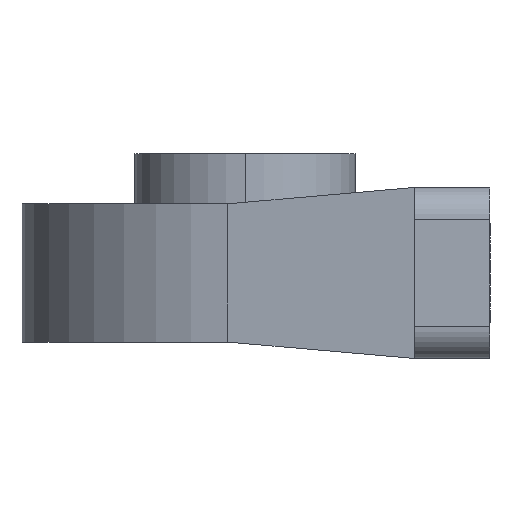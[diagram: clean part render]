
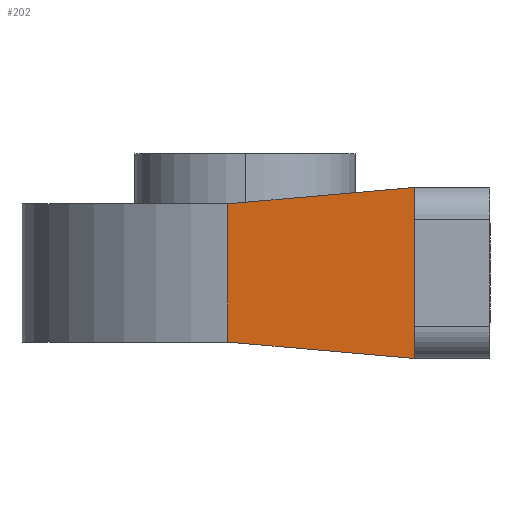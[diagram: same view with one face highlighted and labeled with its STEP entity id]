
A CAD part, left-side view. The second image highlights one B-rep face of the part: STEP entity #202.
In plain terms, the highlighted planar face has unit normal (-0.997, 0.078, 0).
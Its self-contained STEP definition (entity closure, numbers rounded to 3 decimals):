
#10 = ORIENTED_EDGE ( 'NONE', *, *, #792, .T. ) ;
#90 = DIRECTION ( 'NONE',  ( 0., 0., -1. ) ) ;
#169 = CARTESIAN_POINT ( 'NONE',  ( -20.686, 24.374, 6.425 ) ) ;
#202 = ADVANCED_FACE ( 'NONE', ( #1320 ), #1475, .F. ) ;
#269 = LINE ( 'NONE', #1599, #1772 ) ;
#281 = CARTESIAN_POINT ( 'NONE',  ( -20.686, 24.374, -6.425 ) ) ;
#401 = EDGE_LOOP ( 'NONE', ( #1274, #1518, #1619, #10 ) ) ;
#563 = EDGE_CURVE ( 'NONE', #1602, #1118, #1827, .T. ) ;
#567 = DIRECTION ( 'NONE',  ( -0.078, -0.993, -0.087 ) ) ;
#678 = CARTESIAN_POINT ( 'NONE',  ( -22.05, 7., 7.95 ) ) ;
#714 = VECTOR ( 'NONE', #777, 1000. ) ;
#777 = DIRECTION ( 'NONE',  ( 0.078, 0.993, -0.087 ) ) ;
#792 = EDGE_CURVE ( 'NONE', #1150, #1882, #269, .T. ) ;
#858 = DIRECTION ( 'NONE',  ( 0., 0., -1. ) ) ;
#923 = CARTESIAN_POINT ( 'NONE',  ( -22.05, 7., 7.95 ) ) ;
#928 = VECTOR ( 'NONE', #858, 1000. ) ;
#989 = LINE ( 'NONE', #678, #928 ) ;
#1114 = CARTESIAN_POINT ( 'NONE',  ( -20.686, 24.374, 7.95 ) ) ;
#1118 = VERTEX_POINT ( 'NONE', #169 ) ;
#1150 = VERTEX_POINT ( 'NONE', #281 ) ;
#1205 = VECTOR ( 'NONE', #90, 1000. ) ;
#1216 = CARTESIAN_POINT ( 'NONE',  ( -22.05, 7., 7.95 ) ) ;
#1274 = ORIENTED_EDGE ( 'NONE', *, *, #1359, .F. ) ;
#1320 = FACE_OUTER_BOUND ( 'NONE', #401, .T. ) ;
#1359 = EDGE_CURVE ( 'NONE', #1602, #1882, #989, .T. ) ;
#1475 = PLANE ( 'NONE',  #1905 ) ;
#1518 = ORIENTED_EDGE ( 'NONE', *, *, #563, .T. ) ;
#1599 = CARTESIAN_POINT ( 'NONE',  ( -21.942, 8.377, -7.829 ) ) ;
#1602 = VERTEX_POINT ( 'NONE', #1695 ) ;
#1619 = ORIENTED_EDGE ( 'NONE', *, *, #1795, .T. ) ;
#1695 = CARTESIAN_POINT ( 'NONE',  ( -22.05, 7., 7.95 ) ) ;
#1772 = VECTOR ( 'NONE', #567, 1000. ) ;
#1778 = CARTESIAN_POINT ( 'NONE',  ( -22.05, 7., -7.95 ) ) ;
#1790 = DIRECTION ( 'NONE',  ( 0.997, -0.078, 0. ) ) ;
#1795 = EDGE_CURVE ( 'NONE', #1118, #1150, #1878, .T. ) ;
#1812 = DIRECTION ( 'NONE',  ( 0.078, 0.997, 0. ) ) ;
#1827 = LINE ( 'NONE', #923, #714 ) ;
#1878 = LINE ( 'NONE', #1114, #1205 ) ;
#1882 = VERTEX_POINT ( 'NONE', #1778 ) ;
#1905 = AXIS2_PLACEMENT_3D ( 'NONE', #1216, #1790, #1812 ) ;
